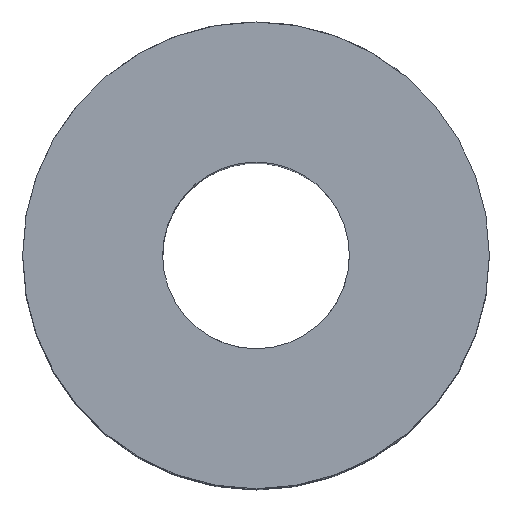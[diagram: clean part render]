
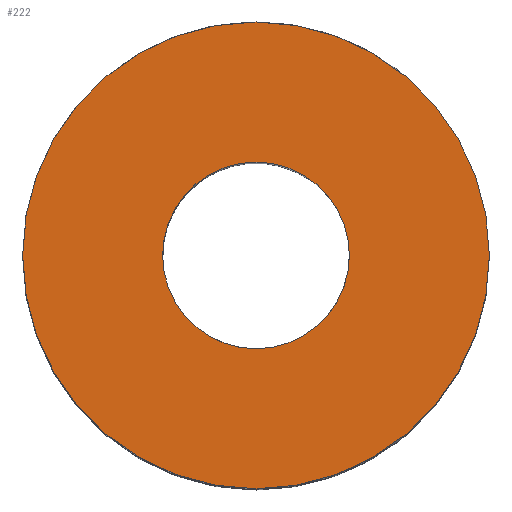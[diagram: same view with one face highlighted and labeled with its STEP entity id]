
A CAD part, top view. The second image highlights one B-rep face of the part: STEP entity #222.
In plain terms, the highlighted planar face has unit normal (0, 0, 1).
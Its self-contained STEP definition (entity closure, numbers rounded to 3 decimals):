
#16=FACE_BOUND('',#50,.T.);
#24=PLANE('',#262);
#36=FACE_OUTER_BOUND('',#49,.T.);
#49=EDGE_LOOP('',(#205));
#50=EDGE_LOOP('',(#206));
#63=CIRCLE('',#259,2.);
#64=CIRCLE('',#261,5.);
#115=VERTEX_POINT('',#387);
#116=VERTEX_POINT('',#391);
#143=EDGE_CURVE('',#115,#115,#63,.T.);
#144=EDGE_CURVE('',#116,#116,#64,.T.);
#205=ORIENTED_EDGE('',*,*,#144,.T.);
#206=ORIENTED_EDGE('',*,*,#143,.T.);
#222=ADVANCED_FACE('',(#36,#16),#24,.T.);
#259=AXIS2_PLACEMENT_3D('',#389,#323,#324);
#261=AXIS2_PLACEMENT_3D('',#392,#327,#328);
#262=AXIS2_PLACEMENT_3D('',#395,#331,#332);
#323=DIRECTION('center_axis',(0.,0.,-1.));
#324=DIRECTION('ref_axis',(-1.,0.,0.));
#327=DIRECTION('center_axis',(0.,0.,1.));
#328=DIRECTION('ref_axis',(1.,0.,0.));
#331=DIRECTION('center_axis',(0.,0.,1.));
#332=DIRECTION('ref_axis',(1.,0.,0.));
#387=CARTESIAN_POINT('',(2.,0.,7.5));
#389=CARTESIAN_POINT('Origin',(0.,0.,7.5));
#391=CARTESIAN_POINT('',(-5.,0.,7.5));
#392=CARTESIAN_POINT('Origin',(0.,0.,7.5));
#395=CARTESIAN_POINT('Origin',(0.,0.,7.5));
